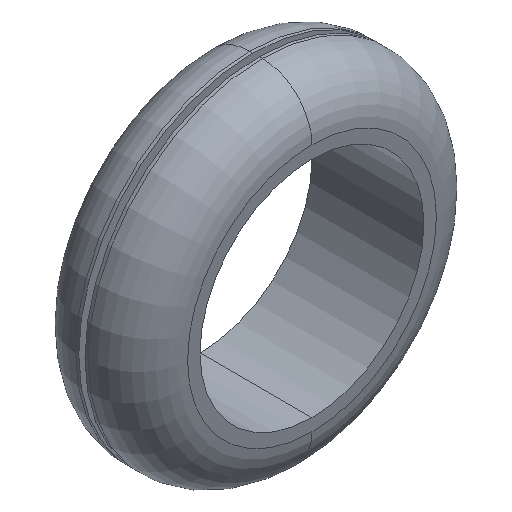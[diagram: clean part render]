
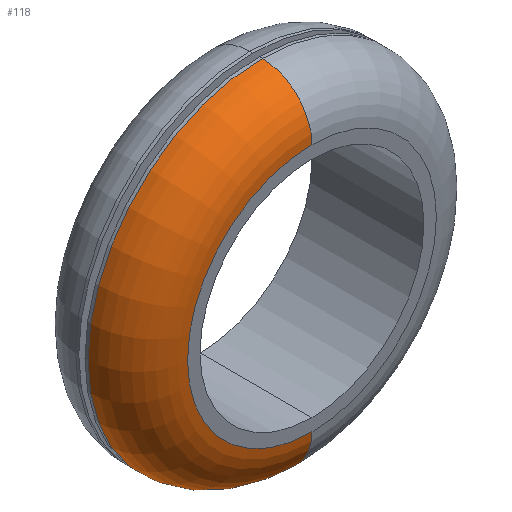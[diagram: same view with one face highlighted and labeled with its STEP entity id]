
A CAD part, isometric view. The second image highlights one B-rep face of the part: STEP entity #118.
In plain terms, the highlighted toroidal (fillet/blend) face has major radius 20 mm and minor radius 8 mm.
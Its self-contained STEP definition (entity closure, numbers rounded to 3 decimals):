
#11 = EDGE_CURVE ( 'NONE', #152, #151, #334, .T. ) ;
#66 = ORIENTED_EDGE ( 'NONE', *, *, #108, .F. ) ;
#108 = EDGE_CURVE ( 'NONE', #150, #140, #168, .T. ) ;
#118 = ADVANCED_FACE ( 'NONE', ( #513 ), #508, .T. ) ;
#119 = EDGE_LOOP ( 'NONE', ( #120, #121, #145, #66 ) ) ;
#120 = ORIENTED_EDGE ( 'NONE', *, *, #355, .F. ) ;
#121 = ORIENTED_EDGE ( 'NONE', *, *, #11, .T. ) ;
#140 = VERTEX_POINT ( 'NONE', #472 ) ;
#145 = ORIENTED_EDGE ( 'NONE', *, *, #146, .T. ) ;
#146 = EDGE_CURVE ( 'NONE', #151, #140, #465, .T. ) ;
#150 = VERTEX_POINT ( 'NONE', #455 ) ;
#151 = VERTEX_POINT ( 'NONE', #454 ) ;
#152 = VERTEX_POINT ( 'NONE', #453 ) ;
#165 = DIRECTION ( 'NONE',  ( 0., 0., 1. ) ) ;
#166 = DIRECTION ( 'NONE',  ( 0., 1., 0. ) ) ;
#167 = AXIS2_PLACEMENT_3D ( 'NONE', #175, #166, #165 ) ;
#168 = CIRCLE ( 'NONE', #167, 28. ) ;
#175 = CARTESIAN_POINT ( 'NONE',  ( 0., -1., 0. ) ) ;
#326 = DIRECTION ( 'NONE',  ( 0., 0., 1. ) ) ;
#327 = DIRECTION ( 'NONE',  ( 0., 1., 0. ) ) ;
#328 = CARTESIAN_POINT ( 'NONE',  ( 0., -9., 0. ) ) ;
#329 = AXIS2_PLACEMENT_3D ( 'NONE', #328, #327, #326 ) ;
#334 = CIRCLE ( 'NONE', #329, 20. ) ;
#355 = EDGE_CURVE ( 'NONE', #152, #150, #452, .T. ) ;
#448 = DIRECTION ( 'NONE',  ( 0., 0., -1. ) ) ;
#449 = DIRECTION ( 'NONE',  ( 1., 0., 0. ) ) ;
#450 = CARTESIAN_POINT ( 'NONE',  ( 0., -1., -20. ) ) ;
#451 = AXIS2_PLACEMENT_3D ( 'NONE', #450, #449, #448 ) ;
#452 = CIRCLE ( 'NONE', #451, 8. ) ;
#453 = CARTESIAN_POINT ( 'NONE',  ( 0., -9., -20. ) ) ;
#454 = CARTESIAN_POINT ( 'NONE',  ( 0., -9., 20. ) ) ;
#455 = CARTESIAN_POINT ( 'NONE',  ( 0., -1., -28. ) ) ;
#461 = DIRECTION ( 'NONE',  ( 0., 0., 1. ) ) ;
#462 = DIRECTION ( 'NONE',  ( -1., 0., 0. ) ) ;
#463 = CARTESIAN_POINT ( 'NONE',  ( 0., -1., 20. ) ) ;
#464 = AXIS2_PLACEMENT_3D ( 'NONE', #463, #462, #461 ) ;
#465 = CIRCLE ( 'NONE', #464, 8. ) ;
#472 = CARTESIAN_POINT ( 'NONE',  ( 0., -1., 28. ) ) ;
#504 = DIRECTION ( 'NONE',  ( 0., 0., 1. ) ) ;
#505 = DIRECTION ( 'NONE',  ( 0., 1., 0. ) ) ;
#506 = CARTESIAN_POINT ( 'NONE',  ( 0., -1., 0. ) ) ;
#507 = AXIS2_PLACEMENT_3D ( 'NONE', #506, #505, #504 ) ;
#508 = TOROIDAL_SURFACE ( 'NONE', #507, 20., 8. ) ;
#513 = FACE_OUTER_BOUND ( 'NONE', #119, .T. ) ;
